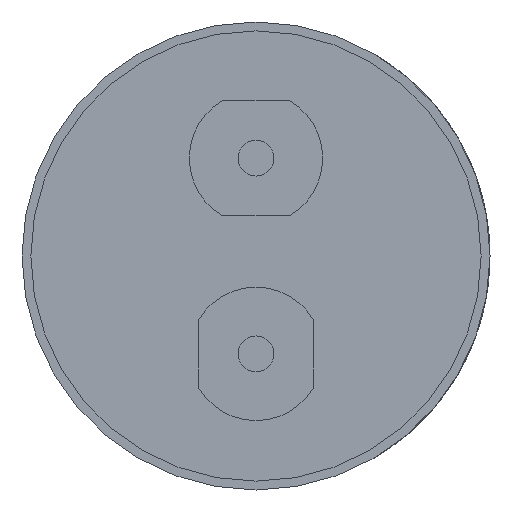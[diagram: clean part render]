
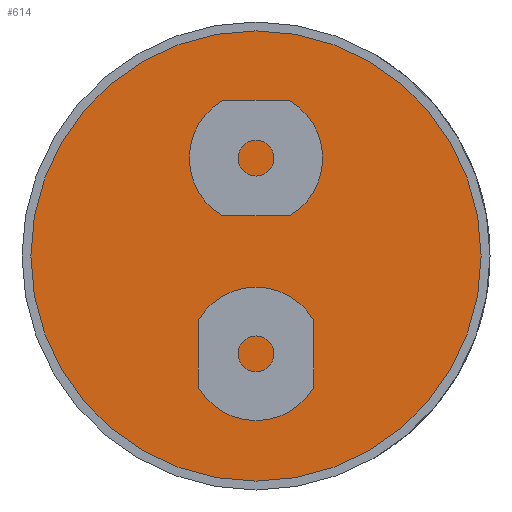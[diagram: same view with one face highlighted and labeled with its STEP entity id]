
A CAD part, front view. The second image highlights one B-rep face of the part: STEP entity #614.
In plain terms, the highlighted planar face has unit normal (0, -1, 0).
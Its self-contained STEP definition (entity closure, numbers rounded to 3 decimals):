
#21 = CIRCLE ( 'NONE', #2769, 25.3 ) ;
#136 = DIRECTION ( 'NONE',  ( 0., 0., -1. ) ) ;
#449 = VERTEX_POINT ( 'NONE', #2109 ) ;
#487 = DIRECTION ( 'NONE',  ( 0., 0., -1. ) ) ;
#563 = EDGE_LOOP ( 'NONE', ( #1555, #652 ) ) ;
#614 = ADVANCED_FACE ( 'NONE', ( #2400 ), #1152, .T. ) ;
#652 = ORIENTED_EDGE ( 'NONE', *, *, #1764, .T. ) ;
#662 = CARTESIAN_POINT ( 'NONE',  ( 0., 3., 0. ) ) ;
#827 = EDGE_CURVE ( 'NONE', #1264, #449, #21, .T. ) ;
#1105 = DIRECTION ( 'NONE',  ( 0., -1., 0. ) ) ;
#1152 = PLANE ( 'NONE',  #1527 ) ;
#1172 = DIRECTION ( 'NONE',  ( 0., -1., 0. ) ) ;
#1264 = VERTEX_POINT ( 'NONE', #2271 ) ;
#1482 = DIRECTION ( 'NONE',  ( 0., -1., 0. ) ) ;
#1510 = DIRECTION ( 'NONE',  ( 0., 0., -1. ) ) ;
#1527 = AXIS2_PLACEMENT_3D ( 'NONE', #2246, #1172, #136 ) ;
#1555 = ORIENTED_EDGE ( 'NONE', *, *, #827, .T. ) ;
#1729 = CARTESIAN_POINT ( 'NONE',  ( 0., 3., 0. ) ) ;
#1764 = EDGE_CURVE ( 'NONE', #449, #1264, #2747, .T. ) ;
#2109 = CARTESIAN_POINT ( 'NONE',  ( 0., 3., 25.3 ) ) ;
#2246 = CARTESIAN_POINT ( 'NONE',  ( 0., 3., 0. ) ) ;
#2271 = CARTESIAN_POINT ( 'NONE',  ( 0., 3., -25.3 ) ) ;
#2400 = FACE_OUTER_BOUND ( 'NONE', #563, .T. ) ;
#2567 = AXIS2_PLACEMENT_3D ( 'NONE', #662, #1105, #1510 ) ;
#2747 = CIRCLE ( 'NONE', #2567, 25.3 ) ;
#2769 = AXIS2_PLACEMENT_3D ( 'NONE', #1729, #1482, #487 ) ;
